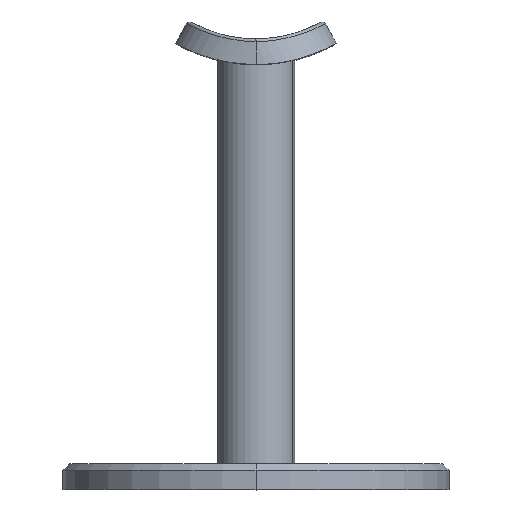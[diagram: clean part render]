
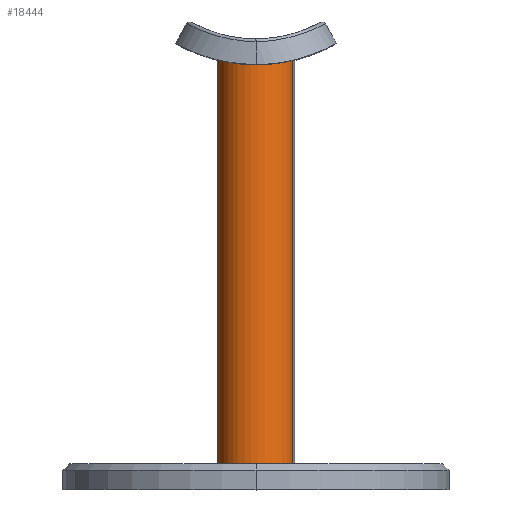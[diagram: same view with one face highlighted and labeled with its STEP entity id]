
A CAD part, top view. The second image highlights one B-rep face of the part: STEP entity #18444.
In plain terms, the highlighted cylindrical face has radius 6 mm (diameter 12 mm), a partial arc.
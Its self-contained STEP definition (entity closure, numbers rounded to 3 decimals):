
#225 = FACE_OUTER_BOUND ( 'NONE', #10289, .T. ) ;
#608 = ORIENTED_EDGE ( 'NONE', *, *, #13403, .T. ) ;
#1301 = EDGE_CURVE ( 'NONE', #6588, #10952, #14486, .T. ) ;
#1801 = VERTEX_POINT ( 'NONE', #10250 ) ;
#3574 = DIRECTION ( 'NONE',  ( 0., -1., 0. ) ) ;
#3829 = CARTESIAN_POINT ( 'NONE',  ( 0., 0., 6. ) ) ;
#4150 = EDGE_CURVE ( 'NONE', #6588, #1801, #5473, .T. ) ;
#4338 = AXIS2_PLACEMENT_3D ( 'NONE', #6526, #12451, #10765 ) ;
#4914 = LINE ( 'NONE', #18041, #11810 ) ;
#5270 = CARTESIAN_POINT ( 'NONE',  ( 0., 63., 0. ) ) ;
#5473 = CIRCLE ( 'NONE', #15566, 6. ) ;
#6526 = CARTESIAN_POINT ( 'NONE',  ( 0., 0., 0. ) ) ;
#6588 = VERTEX_POINT ( 'NONE', #13178 ) ;
#8891 = DIRECTION ( 'NONE',  ( 0., 0., -1. ) ) ;
#9104 = ORIENTED_EDGE ( 'NONE', *, *, #10211, .F. ) ;
#10211 = EDGE_CURVE ( 'NONE', #1801, #18377, #4914, .T. ) ;
#10250 = CARTESIAN_POINT ( 'NONE',  ( 0., 63., -6. ) ) ;
#10289 = EDGE_LOOP ( 'NONE', ( #16930, #16017, #608, #9104 ) ) ;
#10765 = DIRECTION ( 'NONE',  ( 0., 0., 1. ) ) ;
#10952 = VERTEX_POINT ( 'NONE', #3829 ) ;
#11810 = VECTOR ( 'NONE', #12235, 1000. ) ;
#12235 = DIRECTION ( 'NONE',  ( 0., -1., 0. ) ) ;
#12368 = CARTESIAN_POINT ( 'NONE',  ( 0., 63., 6. ) ) ;
#12451 = DIRECTION ( 'NONE',  ( 0., 1., 0. ) ) ;
#12797 = DIRECTION ( 'NONE',  ( 0., 0., 1. ) ) ;
#13178 = CARTESIAN_POINT ( 'NONE',  ( 0., 63., 6. ) ) ;
#13403 = EDGE_CURVE ( 'NONE', #10952, #18377, #16100, .T. ) ;
#13450 = CARTESIAN_POINT ( 'NONE',  ( 0., 63., 0. ) ) ;
#14486 = LINE ( 'NONE', #12368, #18831 ) ;
#14704 = AXIS2_PLACEMENT_3D ( 'NONE', #13450, #16261, #8891 ) ;
#15566 = AXIS2_PLACEMENT_3D ( 'NONE', #5270, #15670, #12797 ) ;
#15576 = CYLINDRICAL_SURFACE ( 'NONE', #14704, 6. ) ;
#15670 = DIRECTION ( 'NONE',  ( 0., 1., 0. ) ) ;
#16017 = ORIENTED_EDGE ( 'NONE', *, *, #1301, .T. ) ;
#16100 = CIRCLE ( 'NONE', #4338, 6. ) ;
#16261 = DIRECTION ( 'NONE',  ( 0., -1., 0. ) ) ;
#16930 = ORIENTED_EDGE ( 'NONE', *, *, #4150, .F. ) ;
#17476 = CARTESIAN_POINT ( 'NONE',  ( 0., 0., -6. ) ) ;
#18041 = CARTESIAN_POINT ( 'NONE',  ( 0., 63., -6. ) ) ;
#18377 = VERTEX_POINT ( 'NONE', #17476 ) ;
#18444 = ADVANCED_FACE ( 'NONE', ( #225 ), #15576, .T. ) ;
#18831 = VECTOR ( 'NONE', #3574, 1000. ) ;
